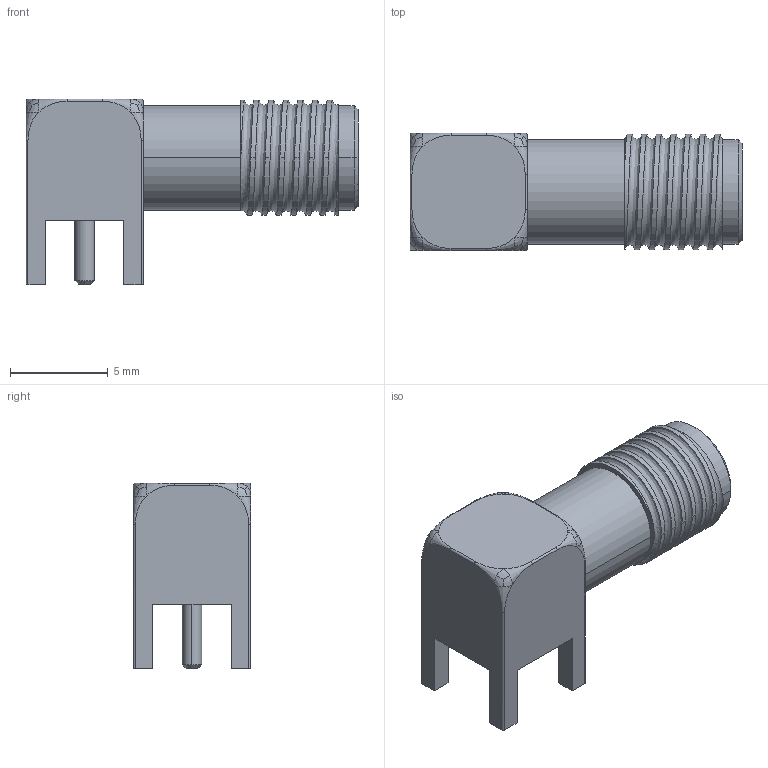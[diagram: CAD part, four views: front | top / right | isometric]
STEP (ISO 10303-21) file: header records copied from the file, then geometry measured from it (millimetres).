
FILE_DESCRIPTION (( 'STEP AP214' ), '1' );
FILE_NAME ('3D_PCB1_2023-09-15.STEP', '2023-09-15T07:49:40', ( '' ), ( '' ), 'SwSTEP 2.0', 'SolidWorks 2020', '' );
FILE_SCHEMA (( 'AUTOMOTIVE_DESIGN' ));
Length unit declared in the file: millimetre
Products named in the file (1): 3D_PCB1_2023-09-15
Bounding box: 17 x 6 x 9.5 mm (x, y, z)
Volume: 443.8 mm3; surface area: 559 mm2
Topology: 1 solids, 1 shells, 92 faces, 231 edges, 148 vertices
Faces by surface type: cylinder 34, plane 25, bspline 25, cone 6, torus 2
Entity records: 7782 total; most frequent: CARTESIAN_POINT 5738, ORIENTED_EDGE 462, DIRECTION 307, EDGE_CURVE 231, VERTEX_POINT 148, AXIS2_PLACEMENT_3D 110, EDGE_LOOP 99, ADVANCED_FACE 92
